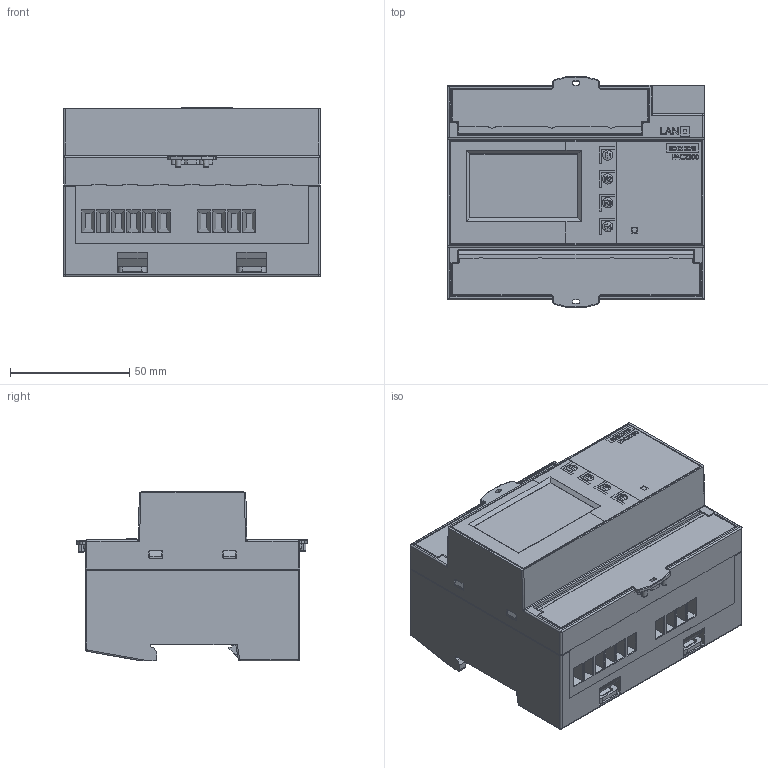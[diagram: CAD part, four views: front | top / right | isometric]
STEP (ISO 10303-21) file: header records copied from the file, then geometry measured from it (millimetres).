
FILE_DESCRIPTION(('STEP AP214'),'1');
FILE_NAME('cctmp_105A8215-795A-4EA3-92B5-B4FE621D18FB_2023_07_22_12_10_50_0951..stp','2023-07-22T10:10:54',('SIEMENS A&D'),('CADClick - www.CADClick.com'),'Spatial InterOp 3D postprocessed',' ','unknown authorization');
FILE_SCHEMA(('AUTOMOTIVE_DESIGN'));
Length unit declared in the file: millimetre
Products named in the file (4): cc_unnamed; 2023_07_22_12_10_50_0836; 2023_07_22_12_10_50_0832; 2023_07_22_12_10_50_0829
Assembly tree (3 placements, depth 2):
  cc_unnamed
    2023_07_22_12_10_50_0836
    2023_07_22_12_10_50_0832
    2023_07_22_12_10_50_0829
Bounding box: 107.8 x 96.9 x 71.33 mm (x, y, z)
Volume: 247053.2 mm3; surface area: 113535.7 mm2
Topology: 3 solids, 4 shells, 3318 faces, 9129 edges, 5912 vertices
Faces by surface type: plane 2415, cylinder 584, extrusion 141, bspline 82, sphere 43, torus 33, cone 20
Entity records: 120742 total; most frequent: CARTESIAN_POINT 26516, ORIENTED_EDGE 18182, DIRECTION 16272, EDGE_CURVE 9091, VECTOR 7196, LINE 7055, VERTEX_POINT 5912, AXIS2_PLACEMENT_3D 4538
